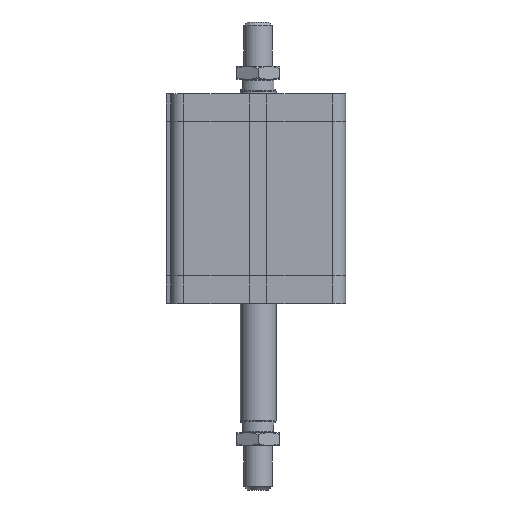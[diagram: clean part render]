
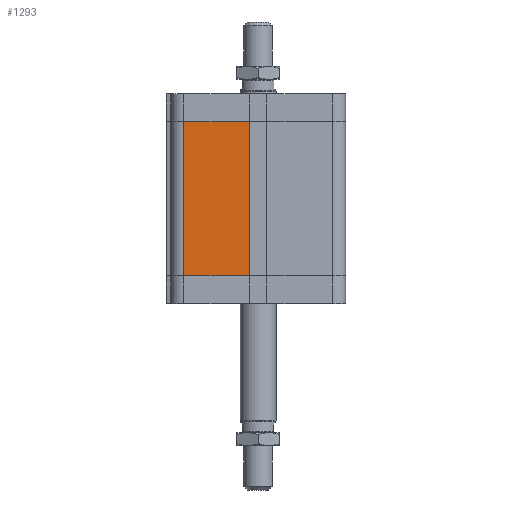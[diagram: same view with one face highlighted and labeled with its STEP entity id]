
A CAD part, left-side view. The second image highlights one B-rep face of the part: STEP entity #1293.
In plain terms, the highlighted planar face has unit normal (-1, 0, 0).
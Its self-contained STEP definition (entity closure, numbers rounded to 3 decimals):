
#1204=CARTESIAN_POINT('',(-61.0,52.,19.5));
#1205=VERTEX_POINT('',#1204);
#1213=CARTESIAN_POINT('',(-61.0,52.,127.));
#1214=VERTEX_POINT('',#1213);
#1215=CARTESIAN_POINT('',(-61.0,52.,19.5));
#1216=DIRECTION('',(0.0,0.0,1.0));
#1217=VECTOR('',#1216,107.5);
#1218=LINE('',#1215,#1217);
#1219=EDGE_CURVE('',#1205,#1214,#1218,.T.);
#1263=CARTESIAN_POINT('',(-61.,6.,0.0));
#1264=DIRECTION('',(-1.0,0.0,0.0));
#1265=DIRECTION('',(0.0,0.0,1.0));
#1266=AXIS2_PLACEMENT_3D('',#1263,#1264,#1265);
#1267=PLANE('',#1266);
#1268=CARTESIAN_POINT('',(-61.,6.,19.5));
#1269=VERTEX_POINT('',#1268);
#1270=CARTESIAN_POINT('',(-61.0,52.,19.5));
#1271=DIRECTION('',(0.0,-1.0,0.0));
#1272=VECTOR('',#1271,46.);
#1273=LINE('',#1270,#1272);
#1274=EDGE_CURVE('',#1205,#1269,#1273,.T.);
#1275=ORIENTED_EDGE('',*,*,#1274,.T.);
#1276=CARTESIAN_POINT('',(-61.,6.,127.));
#1277=VERTEX_POINT('',#1276);
#1278=CARTESIAN_POINT('',(-61.,6.,19.5));
#1279=DIRECTION('',(0.0,0.0,1.0));
#1280=VECTOR('',#1279,107.5);
#1281=LINE('',#1278,#1280);
#1282=EDGE_CURVE('',#1269,#1277,#1281,.T.);
#1283=ORIENTED_EDGE('',*,*,#1282,.T.);
#1284=CARTESIAN_POINT('',(-61.0,52.,127.));
#1285=DIRECTION('',(0.0,-1.0,0.0));
#1286=VECTOR('',#1285,46.);
#1287=LINE('',#1284,#1286);
#1288=EDGE_CURVE('',#1214,#1277,#1287,.T.);
#1289=ORIENTED_EDGE('',*,*,#1288,.F.);
#1290=ORIENTED_EDGE('',*,*,#1219,.F.);
#1291=EDGE_LOOP('',(#1275,#1283,#1289,#1290));
#1292=FACE_OUTER_BOUND('',#1291,.T.);
#1293=ADVANCED_FACE('',(#1292),#1267,.T.);
